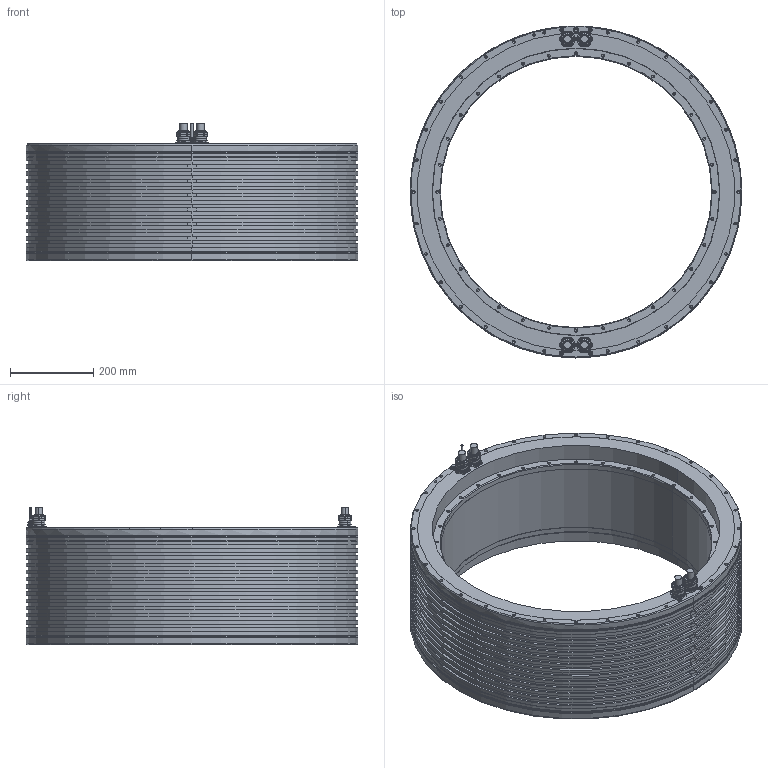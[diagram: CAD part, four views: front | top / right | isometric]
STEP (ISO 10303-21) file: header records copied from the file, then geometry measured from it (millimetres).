
FILE_DESCRIPTION((''),'2;1');
FILE_NAME('PRT0001_1_ASM','2016-08-08T',('ch5533'),(''),'PRO/ENGINEER BY PARAMETRIC TECHNOLOGY CORPORATION, 2014000','PRO/ENGINEER BY PARAMETRIC TECHNOLOGY CORPORATION, 2014000','');
FILE_SCHEMA(('CONFIG_CONTROL_DESIGN'));
Length unit declared in the file: millimetre
Products named in the file (5): BREP_WITH_VOIDS_80257; MANIFOLD_SOLID_BREP_80769; MANIFOLD_SOLID_BREP_81281; MANIFOLD_SOLID_BREP_90532; PRT0001_1_ASM
Assembly tree (4 placements, depth 2):
  PRT0001_1_ASM
    BREP_WITH_VOIDS_80257
    MANIFOLD_SOLID_BREP_80769
    MANIFOLD_SOLID_BREP_81281
    MANIFOLD_SOLID_BREP_90532
Bounding box: 795 x 795 x 329.7 mm (x, y, z)
Volume: 41004298.6 mm3; surface area: 2958337.5 mm2
Topology: 4 solids, 31 shells, 1429 faces, 3714 edges, 2248 vertices
Faces by surface type: cylinder 631, cone 442, plane 266, torus 74, sphere 8, revolution 8
Entity records: 52983 total; most frequent: CARTESIAN_POINT 8236, DIRECTION 8123, ORIENTED_EDGE 6900, EDGE_CURVE 3450, AXIS2_PLACEMENT_3D 3389, VERTEX_POINT 2248, CIRCLE 1959, EDGE_LOOP 1656
